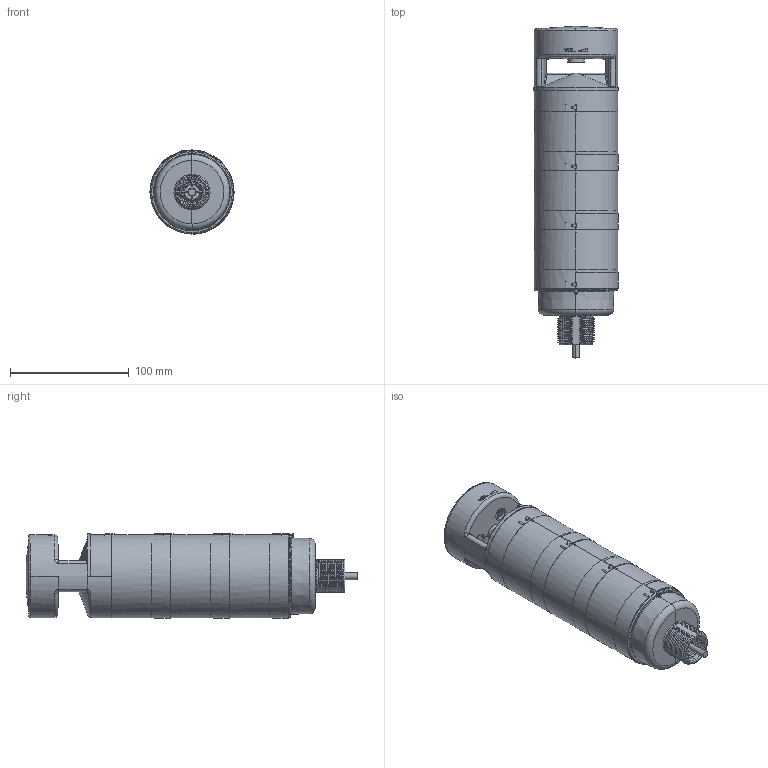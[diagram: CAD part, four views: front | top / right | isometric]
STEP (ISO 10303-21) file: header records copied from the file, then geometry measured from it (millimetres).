
FILE_DESCRIPTION((''),'2;1');
FILE_NAME('191343_ASM','2016-02-24T',('pdmadmin'),(''),'PRO/ENGINEER BY PARAMETRIC TECHNOLOGY CORPORATION, 2013230','PRO/ENGINEER BY PARAMETRIC TECHNOLOGY CORPORATION, 2013230','');
FILE_SCHEMA(('CONFIG_CONTROL_DESIGN'));
Length unit declared in the file: millimetre
Products named in the file (8): 180077; 183492; 183493; 180306; 180308; 62676; CABLE_592; 191343_ASM
Assembly tree (11 placements, depth 2):
  191343_ASM
    180077
    183492  x3
    183493  x3
    180306
    180308
    62676
    CABLE_592
Bounding box: 71 x 279.61 x 71.25 mm (x, y, z)
Volume: 252370.5 mm3; surface area: 180854.3 mm2
Topology: 11 solids, 15 shells, 2737 faces, 6587 edges, 3914 vertices
Faces by surface type: bspline 852, cylinder 717, plane 479, torus 293, cone 233, sphere 141, extrusion 22
Entity records: 89230 total; most frequent: CARTESIAN_POINT 56312, ORIENTED_EDGE 7510, DIRECTION 5930, EDGE_CURVE 3759, AXIS2_PLACEMENT_3D 2464, VERTEX_POINT 2264, EDGE_LOOP 1645, FACE_OUTER_BOUND 1555
